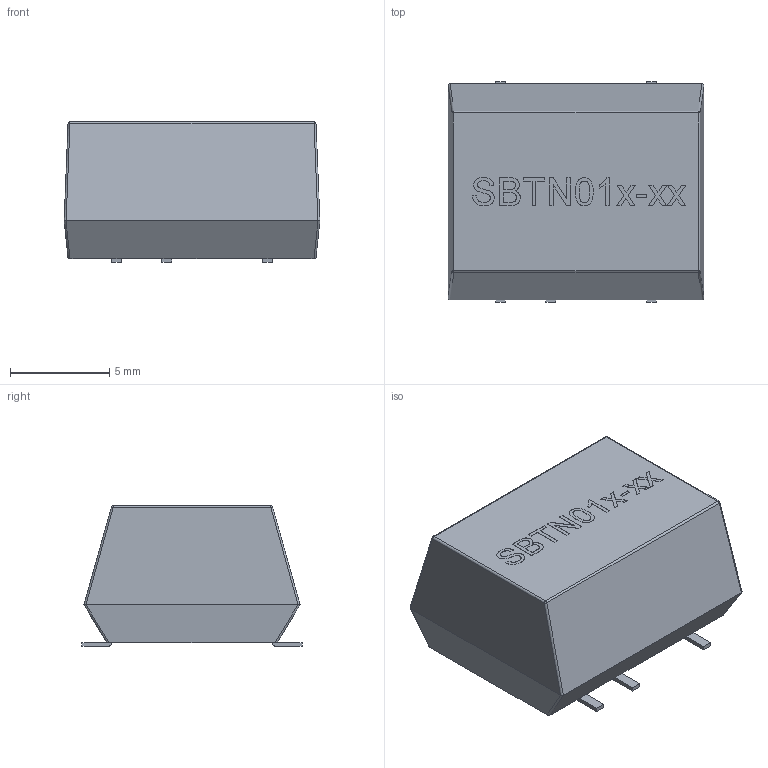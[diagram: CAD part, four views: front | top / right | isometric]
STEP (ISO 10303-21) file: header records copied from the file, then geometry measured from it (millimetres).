
FILE_DESCRIPTION (( 'STEP AP214' ), '1' );
FILE_NAME ('PwrSupp_MW_SBTN01series.STEP', '2020-10-30T08:24:27', ( 'Bee-bee-mama' ), ( '' ), 'SwSTEP 2.0', 'SolidWorks 2018', '' );
FILE_SCHEMA (( 'AUTOMOTIVE_DESIGN' ));
Length unit declared in the file: millimetre
Products named in the file (1): PwrSupp_MW_SBTN01series
Bounding box: 12.9 x 11.1 x 7.11 mm (x, y, z)
Volume: 839.8 mm3; surface area: 537.5 mm2
Topology: 1 solids, 1 shells, 188 faces, 497 edges, 324 vertices
Faces by surface type: plane 125, bspline 42, cylinder 17, sphere 4
Entity records: 9582 total; most frequent: CARTESIAN_POINT 3460, ORIENTED_EDGE 994, DIRECTION 713, EDGE_CURVE 497, VECTOR 375, LINE 375, VERTEX_POINT 324, EDGE_LOOP 201
